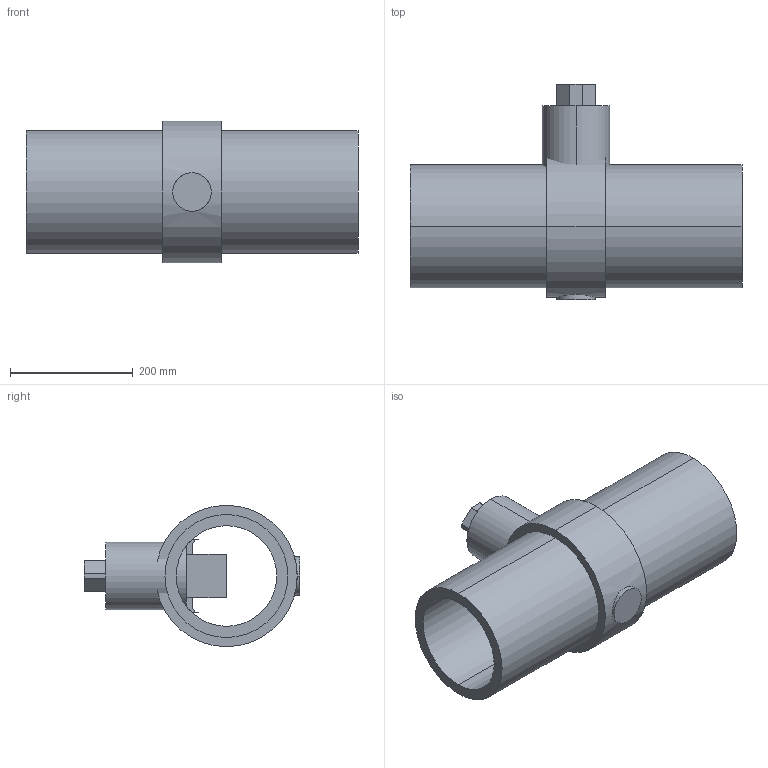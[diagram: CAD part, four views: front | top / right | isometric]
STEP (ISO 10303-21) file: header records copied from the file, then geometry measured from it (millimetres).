
FILE_DESCRIPTION (( 'STEP AP203' ), '1' );
FILE_NAME ('Ball Valve SDR11_135 117 9310 0200.step', '2022-06-27T11:04:47', ( '' ), ( '' ), 'SwSTEP 2.0', 'SolidWorks 2021', '' );
FILE_SCHEMA (( 'CONFIG_CONTROL_DESIGN' ));
Length unit declared in the file: millimetre
Products named in the file (1): Ball Valve SDR11_135 117 9310 0200
Bounding box: 540 x 350.01 x 230 mm (x, y, z)
Volume: 8163783.8 mm3; surface area: 770460.5 mm2
Topology: 3 solids, 3 shells, 59 faces, 138 edges, 92 vertices
Faces by surface type: plane 37, cylinder 22
Entity records: 1897 total; most frequent: CARTESIAN_POINT 416, DIRECTION 302, ORIENTED_EDGE 276, EDGE_CURVE 138, AXIS2_PLACEMENT_3D 106, VERTEX_POINT 92, LINE 90, VECTOR 90
